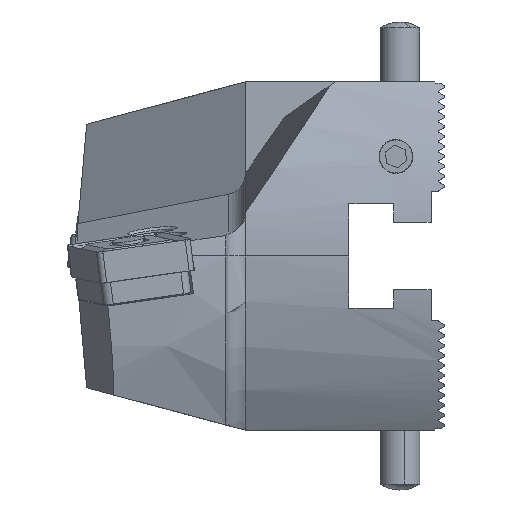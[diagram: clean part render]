
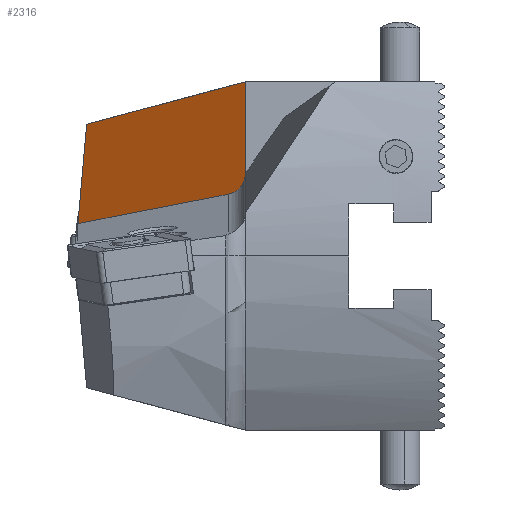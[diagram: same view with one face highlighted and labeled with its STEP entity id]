
A CAD part, left-side view. The second image highlights one B-rep face of the part: STEP entity #2316.
In plain terms, the highlighted face is planar.
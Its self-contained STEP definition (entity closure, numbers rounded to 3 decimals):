
#705 = LINE ( 'NONE', #19085, #22321 ) ;
#883 = DIRECTION ( 'NONE',  ( 0.493, -0.854, 0.166 ) ) ;
#1052 = ORIENTED_EDGE ( 'NONE', *, *, #3560, .F. ) ;
#1298 = VECTOR ( 'NONE', #11402, 1000. ) ;
#2268 = EDGE_CURVE ( 'NONE', #8609, #5703, #23745, .T. ) ;
#2316 = ADVANCED_FACE ( 'NONE', ( #9207 ), #17684, .F. ) ;
#2732 = CARTESIAN_POINT ( 'NONE',  ( 63.041, -15.941, -29.682 ) ) ;
#3196 = VERTEX_POINT ( 'NONE', #15873 ) ;
#3560 = EDGE_CURVE ( 'NONE', #3196, #5703, #18644, .T. ) ;
#4501 = VECTOR ( 'NONE', #883, 1000. ) ;
#5010 = ORIENTED_EDGE ( 'NONE', *, *, #11760, .T. ) ;
#5546 = CARTESIAN_POINT ( 'NONE',  ( 72.472, -32.275, 12.384 ) ) ;
#5703 = VERTEX_POINT ( 'NONE', #26262 ) ;
#6569 = DIRECTION ( 'NONE',  ( 0., 0., 1. ) ) ;
#7141 = CARTESIAN_POINT ( 'NONE',  ( 59.414, -9.658, 7.982 ) ) ;
#8609 = VERTEX_POINT ( 'NONE', #5546 ) ;
#9207 = FACE_OUTER_BOUND ( 'NONE', #13883, .T. ) ;
#9283 = ORIENTED_EDGE ( 'NONE', *, *, #17365, .T. ) ;
#9326 = ORIENTED_EDGE ( 'NONE', *, *, #2268, .T. ) ;
#10528 = CARTESIAN_POINT ( 'NONE',  ( 58.921, -8.804, -82.771 ) ) ;
#11402 = DIRECTION ( 'NONE',  ( 0., 0., 1. ) ) ;
#11505 = CARTESIAN_POINT ( 'NONE',  ( 74.5, -35.788, -35. ) ) ;
#11617 = VERTEX_POINT ( 'NONE', #14838 ) ;
#11760 = EDGE_CURVE ( 'NONE', #11617, #8609, #21183, .T. ) ;
#12342 = VECTOR ( 'NONE', #22999, 1000. ) ;
#12986 = LINE ( 'NONE', #10528, #12342 ) ;
#13292 = EDGE_CURVE ( 'NONE', #15075, #3196, #22121, .T. ) ;
#13677 = ORIENTED_EDGE ( 'NONE', *, *, #13292, .F. ) ;
#13883 = EDGE_LOOP ( 'NONE', ( #18772, #9283, #5010, #9326, #1052, #13677 ) ) ;
#14794 = VERTEX_POINT ( 'NONE', #17049 ) ;
#14838 = CARTESIAN_POINT ( 'NONE',  ( 54.992, -2., 6.492 ) ) ;
#15075 = VERTEX_POINT ( 'NONE', #26496 ) ;
#15873 = CARTESIAN_POINT ( 'NONE',  ( 74.5, -35.788, -35. ) ) ;
#16249 = AXIS2_PLACEMENT_3D ( 'NONE', #17800, #17383, #17351 ) ;
#17049 = CARTESIAN_POINT ( 'NONE',  ( 54.992, -2., -5. ) ) ;
#17351 = DIRECTION ( 'NONE',  ( 0.5, -0.866, 0. ) ) ;
#17365 = EDGE_CURVE ( 'NONE', #14794, #11617, #705, .T. ) ;
#17383 = DIRECTION ( 'NONE',  ( -0.866, -0.5, 0. ) ) ;
#17684 = PLANE ( 'NONE',  #16249 ) ;
#17800 = CARTESIAN_POINT ( 'NONE',  ( 54.992, -2., -35. ) ) ;
#18644 = LINE ( 'NONE', #11505, #1298 ) ;
#18772 = ORIENTED_EDGE ( 'NONE', *, *, #26812, .F. ) ;
#19085 = CARTESIAN_POINT ( 'NONE',  ( 54.992, -2., -35. ) ) ;
#21093 = CARTESIAN_POINT ( 'NONE',  ( 74.5, -35.788, 16.633 ) ) ;
#21183 = LINE ( 'NONE', #7141, #4501 ) ;
#21207 = CARTESIAN_POINT ( 'NONE',  ( 72.472, -32.275, 12.384 ) ) ;
#22121 = LINE ( 'NONE', #2732, #22753 ) ;
#22321 = VECTOR ( 'NONE', #6569, 1000. ) ;
#22753 = VECTOR ( 'NONE', #23523, 1000. ) ;
#22996 = CARTESIAN_POINT ( 'NONE',  ( 74.5, -35.788, 14.495 ) ) ;
#22999 = DIRECTION ( 'NONE',  ( 0.05, -0.087, -0.995 ) ) ;
#23283 = CARTESIAN_POINT ( 'NONE',  ( 73.688, -34.382, 12.793 ) ) ;
#23523 = DIRECTION ( 'NONE',  ( 0.487, -0.844, -0.226 ) ) ;
#23745 =( BOUNDED_CURVE ( )  B_SPLINE_CURVE ( 3, ( #21207, #23283, #22996, #21093 ),
 .UNSPECIFIED., .F., .F. ) 
 B_SPLINE_CURVE_WITH_KNOTS ( ( 4, 4 ),
 ( 1.485, 2.934 ),
 .UNSPECIFIED. ) 
 CURVE ( )  GEOMETRIC_REPRESENTATION_ITEM ( )  RATIONAL_B_SPLINE_CURVE ( ( 1., 0.833, 0.833, 1. ) ) 
 REPRESENTATION_ITEM ( '' )  );
#26262 = CARTESIAN_POINT ( 'NONE',  ( 74.5, -35.788, 16.633 ) ) ;
#26496 = CARTESIAN_POINT ( 'NONE',  ( 56.076, -3.877, -26.449 ) ) ;
#26812 = EDGE_CURVE ( 'NONE', #14794, #15075, #12986, .T. ) ;
